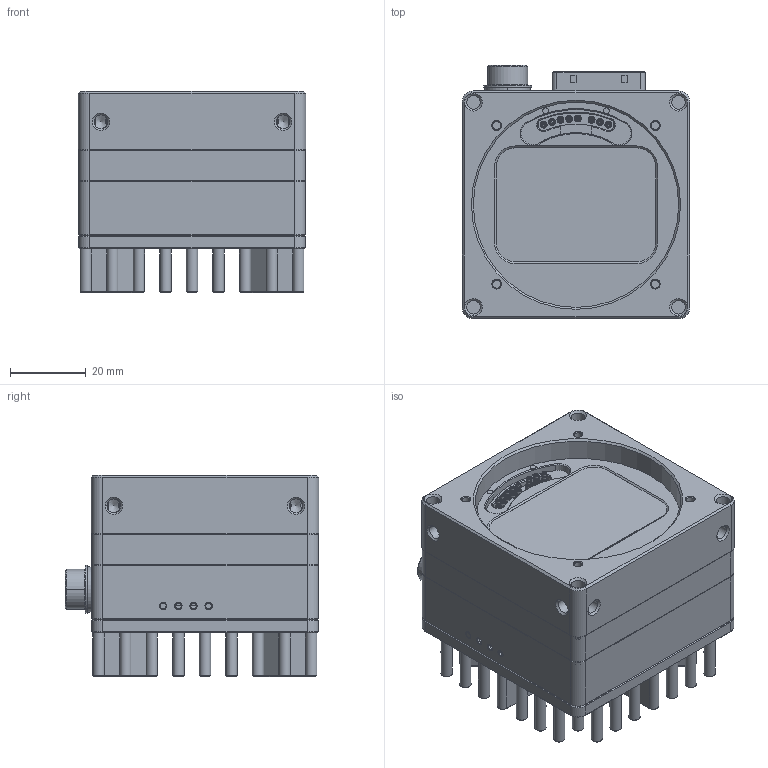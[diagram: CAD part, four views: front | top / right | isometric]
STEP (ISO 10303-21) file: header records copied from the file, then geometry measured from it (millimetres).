
FILE_DESCRIPTION(/* description */ (''),/* implementation_level */ '2;1');
FILE_NAME(/* name */ 'MECH-CB200-ASSM-LIGHTWEIGHT-HEATSINK-STEP.stp',/* time_stamp */ '2015-08-13T10:26:24+02:00',/* author */ (''),/* organization */ (''),/* preprocessor_version */ 'ST-DEVELOPER v15',/* originating_system */ 'SIEMENS PLM Software NX 8.5',/* authorisation */ '');
FILE_SCHEMA (('AUTOMOTIVE_DESIGN { 1 0 10303 214 3 1 1 1 }'));
Products named in the file (15): PCA-CB-Main-REV3.5; PCA-CB-LensControl-REV3.4; MECH-ESD-RING; MECH-CB-HEATSINK; SROB-M2X5-IMBUS-STNLS; LIGHTPIPE_5151016f; SROB-M2X25-IMBUS-STNLS; SROB-M2x3-CUST; MECH-CB-REAR-REV3.0; FLT-ECM500S-39x34CH4; HR25-9TR-12SA; CMV20000; MECH-CB-FRONT; MECH-CB-MID; 00-Assembly
Assembly tree (21 placements, depth 2):
  00-Assembly
    MECH-CB-MID
    MECH-CB-FRONT
    CMV20000
    HR25-9TR-12SA
    FLT-ECM500S-39x34CH4
    MECH-CB-REAR-REV3.0
    SROB-M2x3-CUST  x2
    SROB-M2X25-IMBUS-STNLS  x4
    LIGHTPIPE_5151016f
    SROB-M2X5-IMBUS-STNLS  x4
    MECH-CB-HEATSINK
    MECH-ESD-RING
    PCA-CB-LensControl-REV3.4
    PCA-CB-Main-REV3.5
Bounding box: 60 x 66.8 x 53 mm (x, y, z)
Volume: 66111.3 mm3; surface area: 70969.6 mm2
Topology: 37 solids, 37 shells, 2589 faces, 6185 edges, 3792 vertices
Faces by surface type: plane 1100, cylinder 754, cone 698, torus 20, revolution 10, bspline 7
Full cylindrical faces by diameter (mm): 0.4 x12, 0.6 x12, 1 x1, 1.3 x9, 1.4 x3, 1.55 x4, 1.6 x12, 1.9 x2, 2 x18, 2.1 x20, 2.4 x5, 3 x51, 3.6 x12, 3.8 x8, 4 x4, 4.1 x8, 4.2 x4, 4.6 x1, 10 x1, 54.1 x1
Entity records: 70403 total; most frequent: CARTESIAN_POINT 12964, DIRECTION 12263, ORIENTED_EDGE 10774, EDGE_CURVE 5387, AXIS2_PLACEMENT_3D 4600, VERTEX_POINT 3496, LINE 3053, VECTOR 3053
